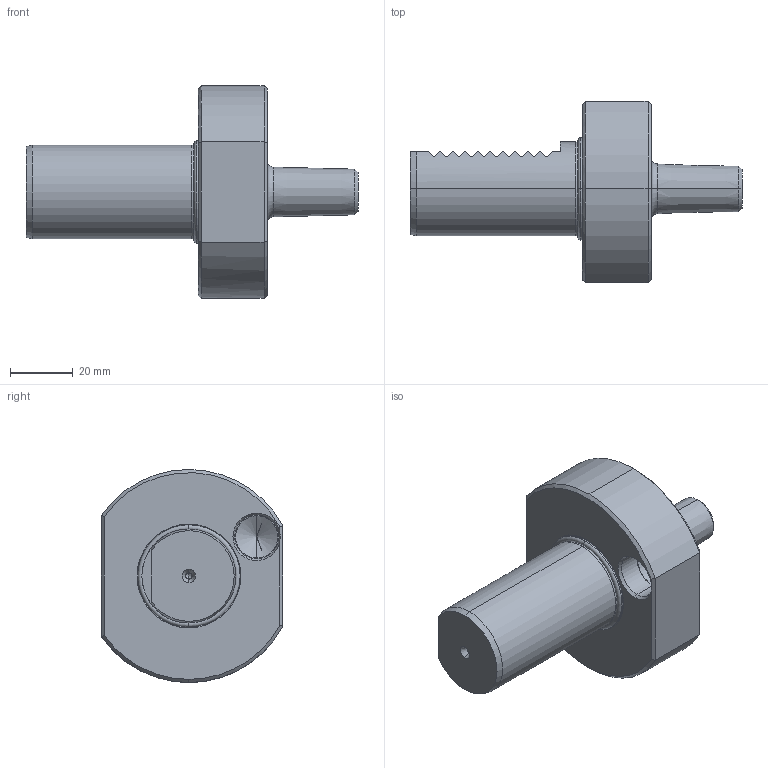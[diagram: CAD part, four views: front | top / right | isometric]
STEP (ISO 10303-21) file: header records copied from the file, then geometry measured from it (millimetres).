
FILE_DESCRIPTION (( 'STEP AP203' ), '1' );
FILE_NAME ('309.14.16.STEP', '2016-11-26T07:03:51', ( '' ), ( '' ), 'SwSTEP 2.0', 'SolidWorks 2012', '' );
FILE_SCHEMA (( 'CONFIG_CONTROL_DESIGN' ));
Length unit declared in the file: millimetre
Products named in the file (4): 管螺文螺絲; VDI30  頭錐B16; 309.14.16; O型環
Assembly tree (3 placements, depth 2):
  309.14.16
    VDI30  頭錐B16
    O型環
    管螺文螺絲
Bounding box: 106 x 58 x 68 mm (x, y, z)
Volume: 112878 mm3; surface area: 20541.7 mm2
Topology: 14 solids, 14 shells, 201 faces, 465 edges, 292 vertices
Faces by surface type: cone 79, plane 56, cylinder 27, bspline 27, torus 12
Entity records: 22544 total; most frequent: CARTESIAN_POINT 18015, ORIENTED_EDGE 918, DIRECTION 734, EDGE_CURVE 459, VERTEX_POINT 292, AXIS2_PLACEMENT_3D 278, EDGE_LOOP 211, ADVANCED_FACE 201
